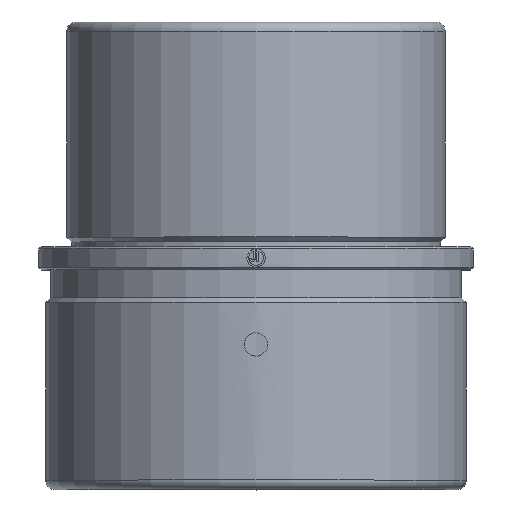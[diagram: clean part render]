
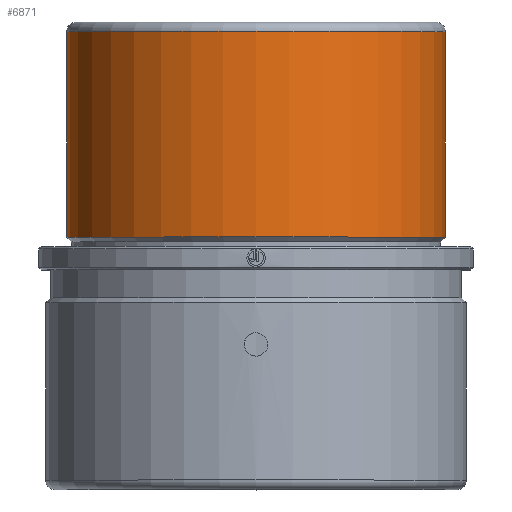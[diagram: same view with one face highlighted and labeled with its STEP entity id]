
A CAD part, top view. The second image highlights one B-rep face of the part: STEP entity #6871.
In plain terms, the highlighted cylindrical face has radius 40.5 mm (diameter 81 mm), a partial arc.
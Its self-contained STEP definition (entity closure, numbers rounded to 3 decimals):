
#116 = CARTESIAN_POINT ( 'NONE',  ( 40.5, 48., 0. ) ) ;
#447 = ORIENTED_EDGE ( 'NONE', *, *, #7752, .F. ) ;
#557 = EDGE_CURVE ( 'NONE', #3509, #6836, #6725, .T. ) ;
#584 = DIRECTION ( 'NONE',  ( -1., 0., 0. ) ) ;
#716 = EDGE_CURVE ( 'NONE', #3509, #2171, #7038, .T. ) ;
#802 = CARTESIAN_POINT ( 'NONE',  ( 40.5, 0., 0. ) ) ;
#874 = DIRECTION ( 'NONE',  ( 0., 1., 0. ) ) ;
#1076 = AXIS2_PLACEMENT_3D ( 'NONE', #4867, #3984, #8310 ) ;
#1540 = DIRECTION ( 'NONE',  ( -1., 0., 0. ) ) ;
#1771 = VECTOR ( 'NONE', #3528, 1000. ) ;
#2171 = VERTEX_POINT ( 'NONE', #7797 ) ;
#2295 = FACE_OUTER_BOUND ( 'NONE', #6857, .T. ) ;
#2314 = CARTESIAN_POINT ( 'NONE',  ( 0., 0., 0. ) ) ;
#2599 = DIRECTION ( 'NONE',  ( 0., 1., 0. ) ) ;
#2634 = LINE ( 'NONE', #802, #1771 ) ;
#3044 = CYLINDRICAL_SURFACE ( 'NONE', #3231, 40.5 ) ;
#3231 = AXIS2_PLACEMENT_3D ( 'NONE', #2314, #874, #1540 ) ;
#3280 = CARTESIAN_POINT ( 'NONE',  ( 0., 4., 0. ) ) ;
#3509 = VERTEX_POINT ( 'NONE', #3561 ) ;
#3528 = DIRECTION ( 'NONE',  ( 0., 1., 0. ) ) ;
#3561 = CARTESIAN_POINT ( 'NONE',  ( -40.5, 4., 0. ) ) ;
#3621 = ORIENTED_EDGE ( 'NONE', *, *, #4806, .T. ) ;
#3959 = DIRECTION ( 'NONE',  ( 0., 1., 0. ) ) ;
#3984 = DIRECTION ( 'NONE',  ( 0., 1., 0. ) ) ;
#4806 = EDGE_CURVE ( 'NONE', #6836, #6498, #2634, .T. ) ;
#4867 = CARTESIAN_POINT ( 'NONE',  ( 0., 48., 0. ) ) ;
#4977 = CARTESIAN_POINT ( 'NONE',  ( 40.5, 4., 0. ) ) ;
#5428 = CIRCLE ( 'NONE', #1076, 40.5 ) ;
#5453 = VECTOR ( 'NONE', #3959, 1000. ) ;
#6498 = VERTEX_POINT ( 'NONE', #116 ) ;
#6689 = CARTESIAN_POINT ( 'NONE',  ( -40.5, 0., 0. ) ) ;
#6725 = CIRCLE ( 'NONE', #8109, 40.5 ) ;
#6836 = VERTEX_POINT ( 'NONE', #4977 ) ;
#6857 = EDGE_LOOP ( 'NONE', ( #8148, #3621, #447, #7489 ) ) ;
#6871 = ADVANCED_FACE ( 'NONE', ( #2295 ), #3044, .T. ) ;
#7038 = LINE ( 'NONE', #6689, #5453 ) ;
#7489 = ORIENTED_EDGE ( 'NONE', *, *, #716, .F. ) ;
#7752 = EDGE_CURVE ( 'NONE', #2171, #6498, #5428, .T. ) ;
#7797 = CARTESIAN_POINT ( 'NONE',  ( -40.5, 48., 0. ) ) ;
#8109 = AXIS2_PLACEMENT_3D ( 'NONE', #3280, #2599, #584 ) ;
#8148 = ORIENTED_EDGE ( 'NONE', *, *, #557, .T. ) ;
#8310 = DIRECTION ( 'NONE',  ( -1., 0., 0. ) ) ;
